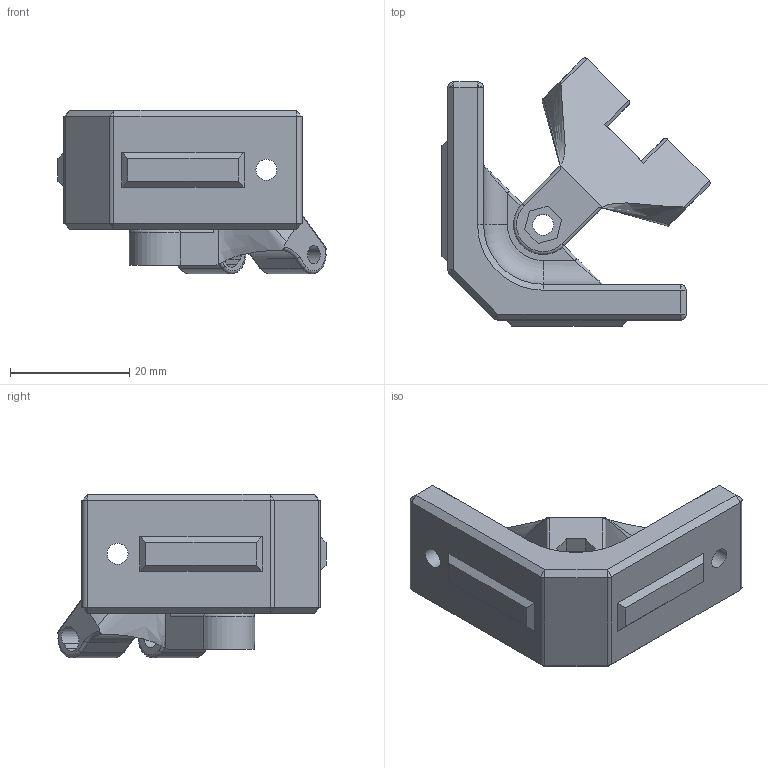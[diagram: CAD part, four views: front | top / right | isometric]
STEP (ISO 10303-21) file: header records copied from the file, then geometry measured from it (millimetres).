
FILE_DESCRIPTION(/* description */ (''),/* implementation_level */ '2;1');
FILE_NAME(/* name */ 'C270 Corner Mount v8.step',/* time_stamp */ '2022-02-17T17:51:35-06:00',/* author */ (''),/* organization */ (''),/* preprocessor_version */ 'ST-DEVELOPER v18.1',/* originating_system */ 'Autodesk Translation Framework v10.13.0.1454',/* authorisation */ '');
FILE_SCHEMA (('AUTOMOTIVE_DESIGN { 1 0 10303 214 3 1 1 }'));
Length unit declared in the file: millimetre
Products named in the file (1): C270 Corner Mount
Bounding box: 45.03 x 45.03 x 27.45 mm (x, y, z)
Volume: 14627.9 mm3; surface area: 7039.7 mm2
Topology: 2 solids, 2 shells, 151 faces, 364 edges, 209 vertices
Faces by surface type: plane 74, cylinder 43, cone 15, torus 13, bspline 6
Full cylindrical faces by diameter (mm): 3 x1, 3.5 x5, 6 x3
Entity records: 4643 total; most frequent: CARTESIAN_POINT 1170, DIRECTION 716, ORIENTED_EDGE 700, EDGE_CURVE 350, AXIS2_PLACEMENT_3D 248, LINE 220, VECTOR 220, VERTEX_POINT 209
